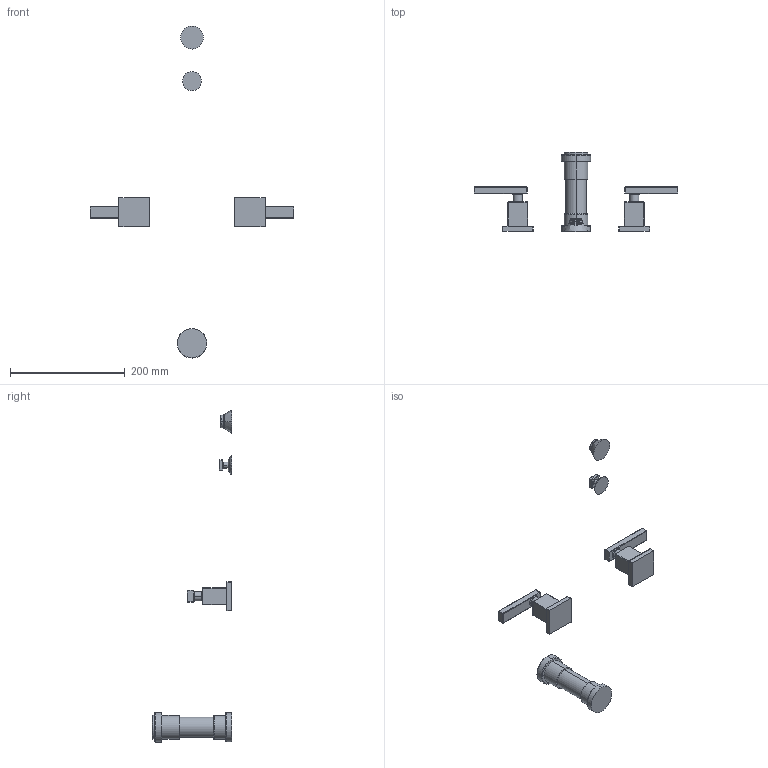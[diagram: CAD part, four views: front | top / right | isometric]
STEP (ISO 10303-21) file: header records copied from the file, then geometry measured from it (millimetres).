
FILE_DESCRIPTION((''),'2;1');
FILE_NAME('2049','2021-01-28T14:33:50',('jinson.thomas'),(''),'CREO PARAMETRIC BY PTC INC, 2018400','CREO PARAMETRIC BY PTC INC, 2018400','');
FILE_SCHEMA(('CONFIG_CONTROL_DESIGN'));
Length unit declared in the file: inch
Products named in the file (1): 2049
Bounding box: 355.6 x 138.3 x 579.12 mm (x, y, z)
Volume: 383131.8 mm3; surface area: 70344.2 mm2
Topology: 5 solids, 5 shells, 279 faces, 598 edges, 348 vertices
Faces by surface type: cylinder 112, plane 85, sphere 40, torus 24, cone 10, bspline 8
Entity records: 7744 total; most frequent: CARTESIAN_POINT 1493, DIRECTION 1448, ORIENTED_EDGE 1196, EDGE_CURVE 598, AXIS2_PLACEMENT_3D 587, VERTEX_POINT 348, CIRCLE 316, EDGE_LOOP 298
